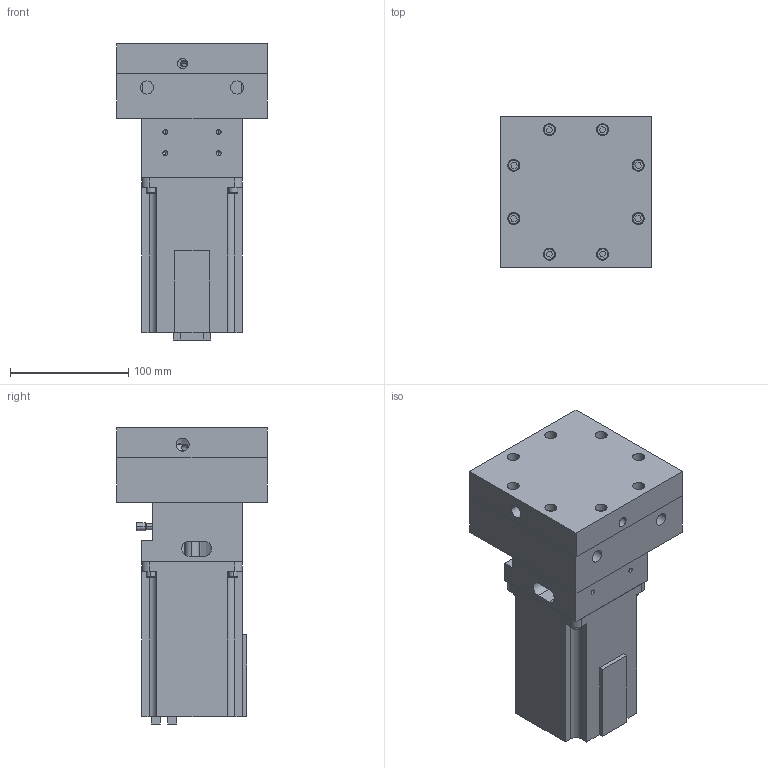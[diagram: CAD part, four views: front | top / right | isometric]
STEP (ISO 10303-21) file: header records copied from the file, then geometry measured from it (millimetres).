
FILE_DESCRIPTION (( 'STEP AP203' ), '1' );
FILE_NAME ('16-4.STEP', '2010-07-08T09:16:49', ( '' ), ( '' ), 'SwSTEP 2.0', 'SolidWorks 2010', '' );
FILE_SCHEMA (( 'CONFIG_CONTROL_DESIGN' ));
Length unit declared in the file: inch
Products named in the file (8): .250-28UNF 18-8_X .375 LG; 10-32UNF 18-8_X .375 LG; 16-4; 100637; 100636; 100656; 300520; 300642
Assembly tree (17 placements, depth 2):
  16-4
    10-32UNF 18-8_X .375 LG  x4
    300642
    100636
    .250-28UNF 18-8_X .375 LG  x8
    100637
    100656
    300520
Bounding box: 127 x 127 x 250.02 mm (x, y, z)
Volume: 1823054 mm3; surface area: 233975.3 mm2
Topology: 17 solids, 17 shells, 694 faces, 1672 edges, 1049 vertices
Faces by surface type: plane 303, cylinder 294, cone 80, sphere 17
Entity records: 17276 total; most frequent: CARTESIAN_POINT 3569, DIRECTION 2763, ORIENTED_EDGE 2500, EDGE_CURVE 1250, AXIS2_PLACEMENT_3D 1050, VERTEX_POINT 807, VECTOR 663, LINE 663
